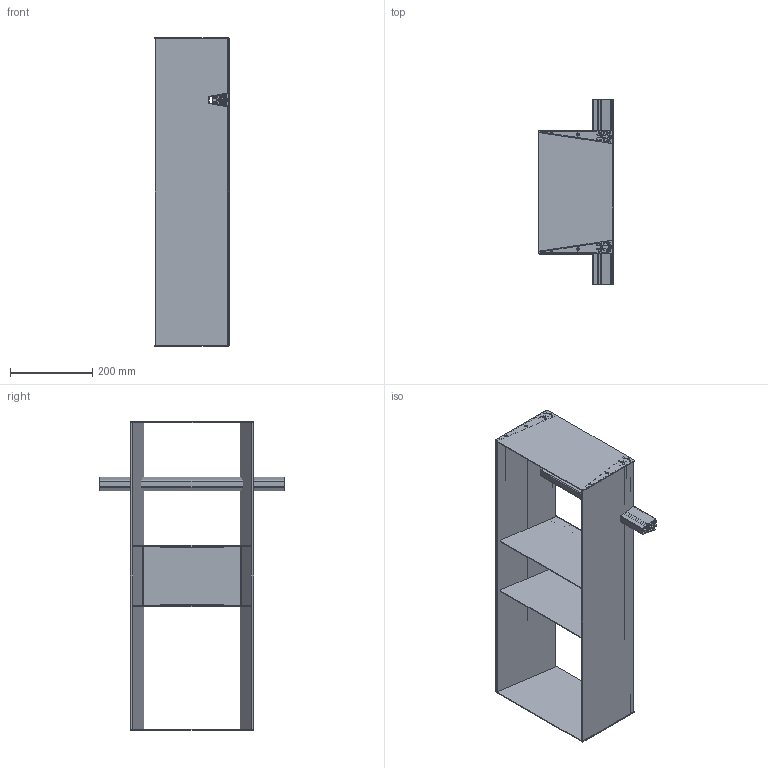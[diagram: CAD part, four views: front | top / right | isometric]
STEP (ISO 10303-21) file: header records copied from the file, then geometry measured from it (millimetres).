
FILE_DESCRIPTION(('STEP AP242'),'1');
FILE_NAME('8041217 transFORM Aufsatzregal 750.STP','2023-10-27T06:48:31',(' '),(' '),'Spatial InterOp 3D',' ',' ');
FILE_SCHEMA(('AP242_MANAGED_MODEL_BASED_3D_ENGINEERING_MIM_LF {1 0 10303 442 1 1 4}'));
Length unit declared in the file: millimetre
Products named in the file (14): 8041217 transFORM Aufsatzregal 750; ASSEM1
Assembly tree (13 placements, depth 2):
  8041217 transFORM Aufsatzregal 750
    ASSEM1
    (unnamed)
    (unnamed)
    (unnamed)
    (unnamed)
    (unnamed)
    (unnamed)
    (unnamed)
    (unnamed)
    (unnamed)
    (unnamed)
    (unnamed)
    (unnamed)
Bounding box: 180.5 x 450 x 750 mm (x, y, z)
Volume: 2484428.4 mm3; surface area: 2391005.8 mm2
Topology: 13 solids, 13 shells, 1209 faces, 3523 edges, 2340 vertices
Faces by surface type: cylinder 650, plane 515, cone 40, bspline 4
Entity records: 40930 total; most frequent: DIRECTION 7327, CARTESIAN_POINT 7160, ORIENTED_EDGE 7046, EDGE_CURVE 3523, AXIS2_PLACEMENT_3D 2595, VERTEX_POINT 2340, LINE 2137, VECTOR 2137
